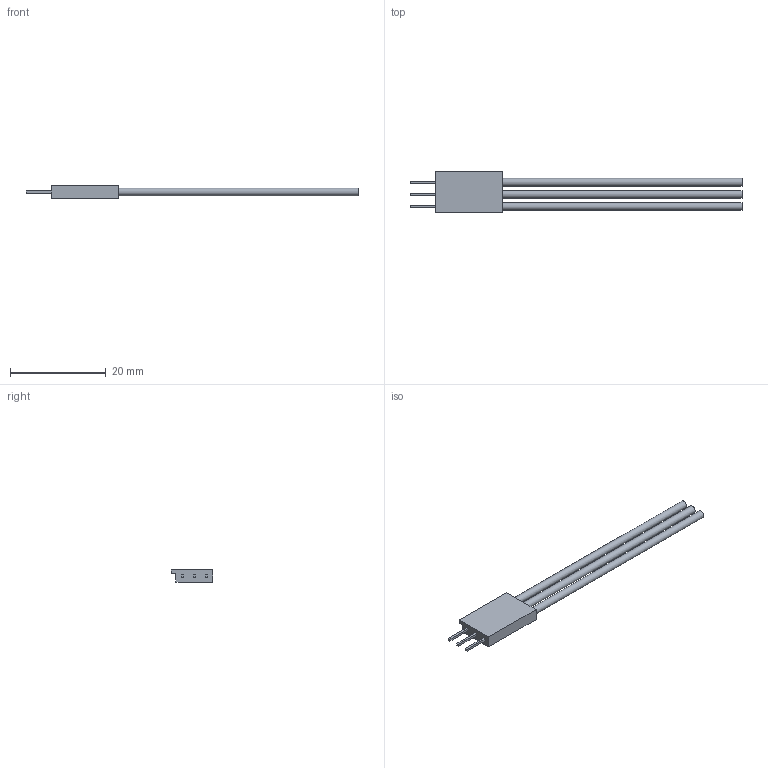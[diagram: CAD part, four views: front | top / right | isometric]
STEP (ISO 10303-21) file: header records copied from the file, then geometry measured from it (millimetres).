
FILE_DESCRIPTION(/* description */ (''),/* implementation_level */ '2;1');
FILE_NAME(/* name */ '3-Wire 6'''' ''''Y'''' Cable-Male.ipt.step',/* time_stamp */ '2020-04-16T23:31:55-04:00',/* author */ ('Jordan'),/* organization */ (''),/* preprocessor_version */ 'ST-DEVELOPER v17',/* originating_system */ 'Autodesk Inventor 2019',/* authorisation */ '');
FILE_SCHEMA (('AUTOMOTIVE_DESIGN { 1 0 10303 214 3 1 1 }'));
Length unit declared in the file: inch
Products named in the file (1): 3-Wire 6'' ''Y'' Cable-Male
Bounding box: 69.33 x 8.7 x 2.54 mm (x, y, z)
Volume: 590.6 mm3; surface area: 1153.3 mm2
Topology: 4 solids, 4 shells, 32 faces, 69 edges, 48 vertices
Faces by surface type: plane 29, cylinder 3
Full cylindrical faces by diameter (mm): 1.6 x3
Entity records: 960 total; most frequent: CARTESIAN_POINT 150, DIRECTION 147, ORIENTED_EDGE 138, EDGE_CURVE 69, LINE 57, VECTOR 57, VERTEX_POINT 48, AXIS2_PLACEMENT_3D 45
